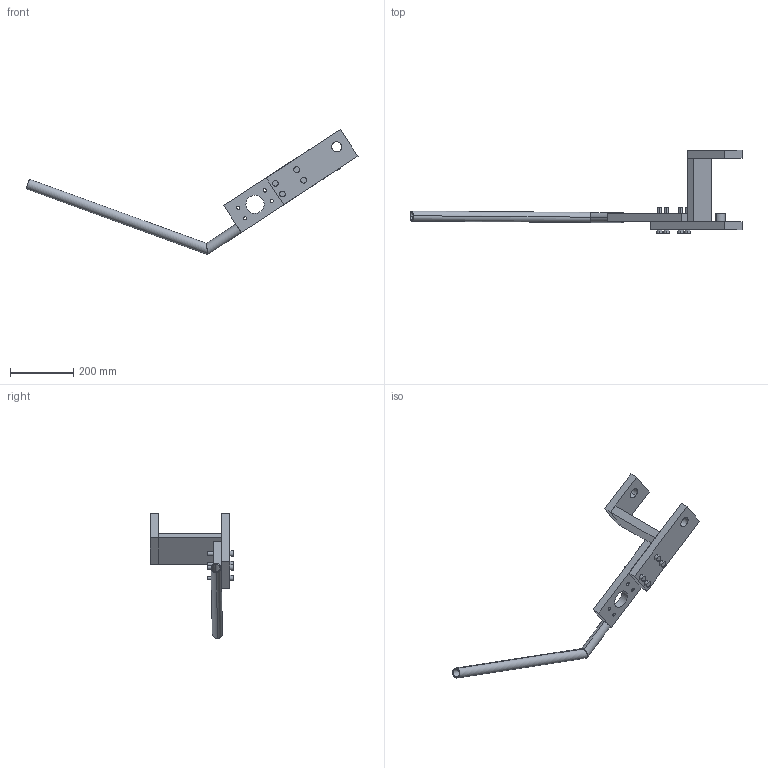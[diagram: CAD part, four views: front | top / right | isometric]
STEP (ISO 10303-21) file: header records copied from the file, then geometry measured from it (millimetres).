
FILE_DESCRIPTION (( 'STEP AP203' ), '1' );
FILE_NAME ('SupportAssembly.STEP', '2012-07-10T23:13:19', ( '' ), ( '' ), 'SwSTEP 2.0', 'SolidWorks 2010', '' );
FILE_SCHEMA (( 'CONFIG_CONTROL_DESIGN' ));
Length unit declared in the file: millimetre
Products named in the file (9): LongSupportFlat; ShortSupportFlat; SupportAssembly; Long2Screw; BridgeFlat; RotationSupportFlat; StopShaft; OperationHandleSupport; OperationHandle
Assembly tree (11 placements, depth 2):
  SupportAssembly
    ShortSupportFlat
    Long2Screw  x4
    BridgeFlat
    OperationHandle
    OperationHandleSupport
    StopShaft
    LongSupportFlat
    RotationSupportFlat
Bounding box: 1047.7 x 262.8 x 395.36 mm (x, y, z)
Volume: 2457314.5 mm3; surface area: 409071.7 mm2
Topology: 11 solids, 11 shells, 98 faces, 216 edges, 144 vertices
Faces by surface type: cylinder 56, plane 42
Entity records: 3357 total; most frequent: DIRECTION 434, CARTESIAN_POINT 415, ORIENTED_EDGE 360, EDGE_CURVE 180, AXIS2_PLACEMENT_3D 171, VERTEX_POINT 120, EDGE_LOOP 112, VECTOR 92
